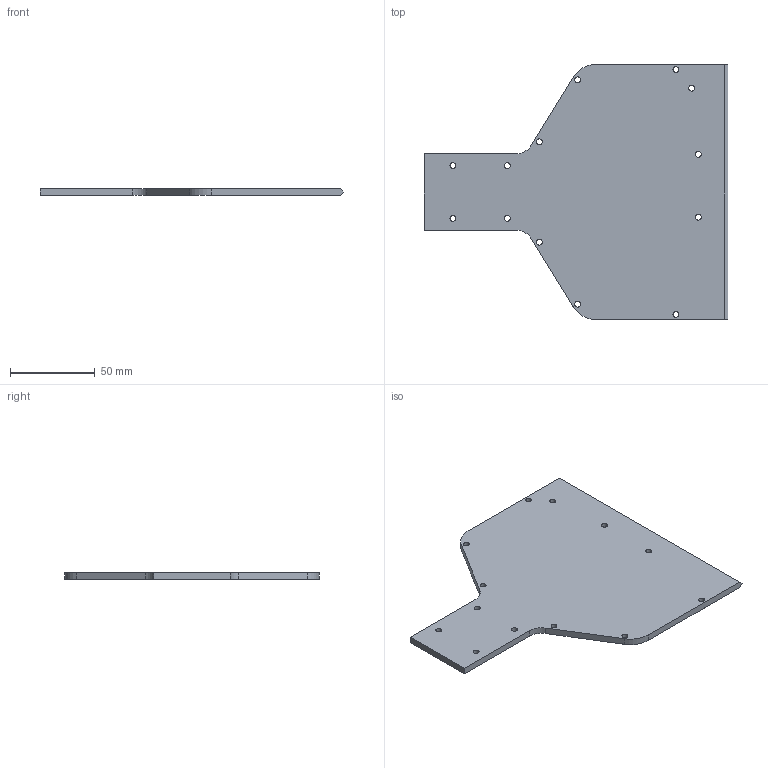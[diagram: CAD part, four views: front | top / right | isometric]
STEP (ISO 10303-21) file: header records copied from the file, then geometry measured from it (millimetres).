
FILE_DESCRIPTION(('STEP AP214'),'1');
FILE_NAME('Chassie Plate Rear.B.0.stp','2013-08-04T21:05:06',(' '),(' '),'Spatial InterOp 3D',' ',' ');
FILE_SCHEMA(('automotive_design'));
Length unit declared in the file: millimetre
Products named in the file (1): Chassie Plate Rear
Bounding box: 178.89 x 150 x 4 mm (x, y, z)
Volume: 73987.1 mm3; surface area: 39935.8 mm2
Topology: 1 solids, 1 shells, 67 faces, 189 edges, 118 vertices
Faces by surface type: cylinder 30, cone 26, plane 11
Entity records: 2795 total; most frequent: DIRECTION 425, ORIENTED_EDGE 378, CARTESIAN_POINT 375, EDGE_CURVE 189, AXIS2_PLACEMENT_3D 168, VERTEX_POINT 118, CIRCLE 100, LINE 89
